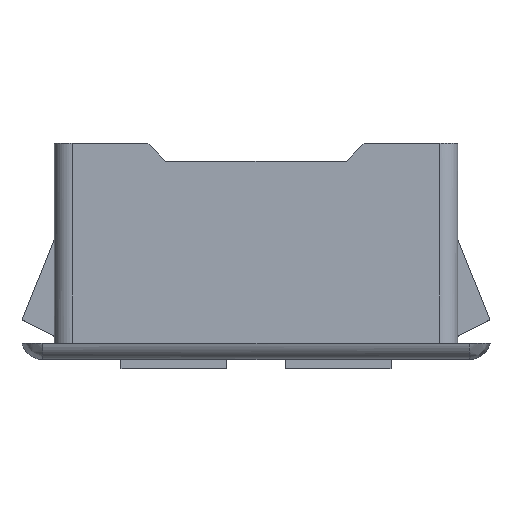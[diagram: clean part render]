
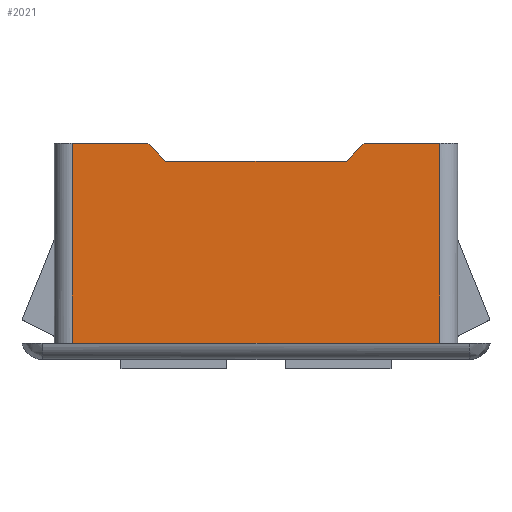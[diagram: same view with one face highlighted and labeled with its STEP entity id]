
A CAD part, top view. The second image highlights one B-rep face of the part: STEP entity #2021.
In plain terms, the highlighted free-form (B-spline) face has degree [1, 1] with [2, 2] control points.
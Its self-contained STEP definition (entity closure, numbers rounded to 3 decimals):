
#1417=CARTESIAN_POINT('',(-10.2,-11.1,4.1));
#1418=VERTEX_POINT('',#1417);
#1434=CARTESIAN_POINT('',(-10.2,0.0,4.1));
#1435=VERTEX_POINT('',#1434);
#1436=CARTESIAN_POINT('',(-10.2,0.0,4.1));
#1437=CARTESIAN_POINT('',(-10.2,-11.1,4.1));
#1438=QUASI_UNIFORM_CURVE('',1,(#1436,#1437),.UNSPECIFIED.,.F.,.U.);
#1439=EDGE_CURVE('',#1435,#1418,#1438,.T.);
#1478=CARTESIAN_POINT('',(10.2,0.0,4.1));
#1479=VERTEX_POINT('',#1478);
#1495=CARTESIAN_POINT('',(10.2,-11.1,4.1));
#1496=VERTEX_POINT('',#1495);
#1497=CARTESIAN_POINT('',(10.2,-11.1,4.1));
#1498=CARTESIAN_POINT('',(10.2,0.0,4.1));
#1499=QUASI_UNIFORM_CURVE('',1,(#1497,#1498),.UNSPECIFIED.,.F.,.U.);
#1500=EDGE_CURVE('',#1496,#1479,#1499,.T.);
#1974=CARTESIAN_POINT('',(-11.219,-11.654,4.1));
#1975=CARTESIAN_POINT('',(11.219,-11.654,4.1));
#1976=CARTESIAN_POINT('',(-11.219,0.554,4.1));
#1977=CARTESIAN_POINT('',(11.219,0.554,4.1));
#1978=B_SPLINE_SURFACE_WITH_KNOTS('',1,1,((#1974,#1976),(#1975,#1977)),.UNSPECIFIED.,.F.,.F.,.U.,(2,2),(2,2),(0.0,22.438),(0.0,12.209),.UNSPECIFIED.);
#1979=CARTESIAN_POINT('',(10.2,-11.1,4.1));
#1980=CARTESIAN_POINT('',(-10.2,-11.1,4.1));
#1981=QUASI_UNIFORM_CURVE('',1,(#1979,#1980),.UNSPECIFIED.,.F.,.U.);
#1982=EDGE_CURVE('',#1496,#1418,#1981,.T.);
#1983=ORIENTED_EDGE('',*,*,#1982,.F.);
#1984=ORIENTED_EDGE('',*,*,#1500,.T.);
#1985=CARTESIAN_POINT('',(6.0,0.0,4.1));
#1986=VERTEX_POINT('',#1985);
#1987=CARTESIAN_POINT('',(6.0,0.0,4.1));
#1988=CARTESIAN_POINT('',(10.2,0.0,4.1));
#1989=QUASI_UNIFORM_CURVE('',1,(#1987,#1988),.UNSPECIFIED.,.F.,.U.);
#1990=EDGE_CURVE('',#1986,#1479,#1989,.T.);
#1991=ORIENTED_EDGE('',*,*,#1990,.F.);
#1992=CARTESIAN_POINT('',(5.0,-1.0,4.1));
#1993=VERTEX_POINT('',#1992);
#1994=CARTESIAN_POINT('',(5.0,-1.0,4.1));
#1995=CARTESIAN_POINT('',(6.0,0.0,4.1));
#1996=QUASI_UNIFORM_CURVE('',1,(#1994,#1995),.UNSPECIFIED.,.F.,.U.);
#1997=EDGE_CURVE('',#1993,#1986,#1996,.T.);
#1998=ORIENTED_EDGE('',*,*,#1997,.F.);
#1999=CARTESIAN_POINT('',(-5.,-1.0,4.1));
#2000=VERTEX_POINT('',#1999);
#2001=CARTESIAN_POINT('',(-5.,-1.0,4.1));
#2002=CARTESIAN_POINT('',(5.0,-1.0,4.1));
#2003=QUASI_UNIFORM_CURVE('',1,(#2001,#2002),.UNSPECIFIED.,.F.,.U.);
#2004=EDGE_CURVE('',#2000,#1993,#2003,.T.);
#2005=ORIENTED_EDGE('',*,*,#2004,.F.);
#2006=CARTESIAN_POINT('',(-6.,0.0,4.1));
#2007=VERTEX_POINT('',#2006);
#2008=CARTESIAN_POINT('',(-6.,0.0,4.1));
#2009=CARTESIAN_POINT('',(-5.,-1.0,4.1));
#2010=QUASI_UNIFORM_CURVE('',1,(#2008,#2009),.UNSPECIFIED.,.F.,.U.);
#2011=EDGE_CURVE('',#2007,#2000,#2010,.T.);
#2012=ORIENTED_EDGE('',*,*,#2011,.F.);
#2013=CARTESIAN_POINT('',(-10.2,0.0,4.1));
#2014=CARTESIAN_POINT('',(-6.,0.0,4.1));
#2015=QUASI_UNIFORM_CURVE('',1,(#2013,#2014),.UNSPECIFIED.,.F.,.U.);
#2016=EDGE_CURVE('',#1435,#2007,#2015,.T.);
#2017=ORIENTED_EDGE('',*,*,#2016,.F.);
#2018=ORIENTED_EDGE('',*,*,#1439,.T.);
#2019=EDGE_LOOP('',(#1983,#1984,#1991,#1998,#2005,#2012,#2017,#2018));
#2020=FACE_OUTER_BOUND('',#2019,.T.);
#2021=ADVANCED_FACE('',(#2020),#1978,.T.);
